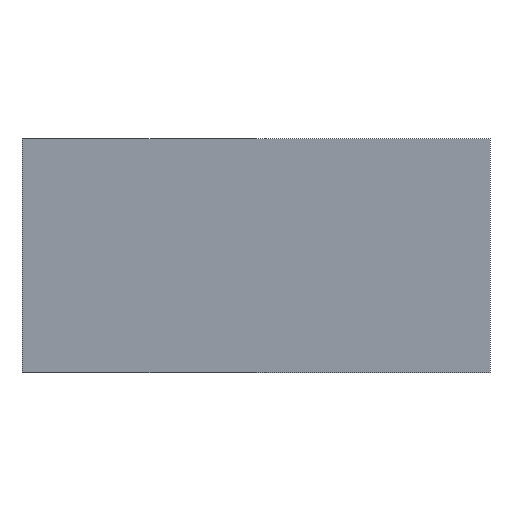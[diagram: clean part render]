
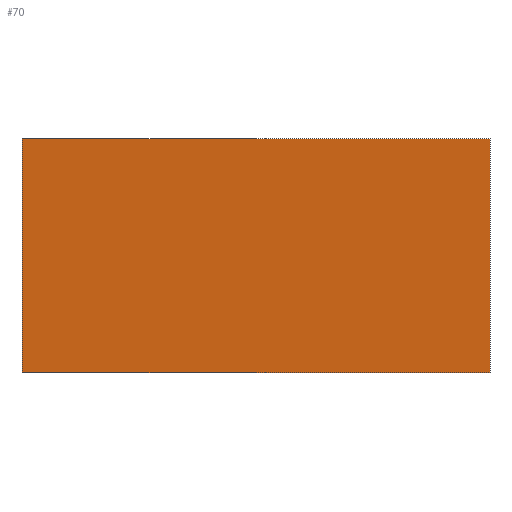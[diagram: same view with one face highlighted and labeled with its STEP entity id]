
A CAD part, front view. The second image highlights one B-rep face of the part: STEP entity #70.
In plain terms, the highlighted planar face has unit normal (-0.003, -0.996, -0.087).
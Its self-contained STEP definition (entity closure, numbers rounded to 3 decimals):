
#31=CARTESIAN_POINT('Axis2P3D Location',(-111.618,-1.058,29.392)) ;
#36=CARTESIAN_POINT('Line Origine',(0.,1.034,2.)) ;
#40=CARTESIAN_POINT('Vertex',(0.,0.859,4.)) ;
#42=CARTESIAN_POINT('Vertex',(0.,1.209,0.)) ;
#45=CARTESIAN_POINT('Line Origine',(4.,1.198,0.)) ;
#49=CARTESIAN_POINT('Vertex',(8.,1.187,0.)) ;
#52=CARTESIAN_POINT('Line Origine',(8.,1.013,2.)) ;
#56=CARTESIAN_POINT('Vertex',(8.,0.838,4.)) ;
#59=CARTESIAN_POINT('Line Origine',(4.,0.848,4.)) ;
#38=VECTOR('Line Direction',#37,1.) ;
#47=VECTOR('Line Direction',#46,1.) ;
#54=VECTOR('Line Direction',#53,1.) ;
#61=VECTOR('Line Direction',#60,1.) ;
#32=DIRECTION('Axis2P3D Direction',(-0.003,-0.996,-0.087)) ;
#33=DIRECTION('Axis2P3D XDirection',(0.999,0.,-0.033)) ;
#37=DIRECTION('Vector Direction',(0.,0.087,-0.996)) ;
#46=DIRECTION('Vector Direction',(1.,-0.003,0.)) ;
#53=DIRECTION('Vector Direction',(0.,-0.087,0.996)) ;
#60=DIRECTION('Vector Direction',(-1.,0.003,0.)) ;
#34=AXIS2_PLACEMENT_3D('Plane Axis2P3D',#31,#32,#33) ;
#39=LINE('Line',#36,#38) ;
#48=LINE('Line',#45,#47) ;
#55=LINE('Line',#52,#54) ;
#62=LINE('Line',#59,#61) ;
#35=PLANE('',#34) ;
#44=EDGE_CURVE('',#41,#43,#39,.T.) ;
#51=EDGE_CURVE('',#43,#50,#48,.T.) ;
#58=EDGE_CURVE('',#50,#57,#55,.T.) ;
#63=EDGE_CURVE('',#57,#41,#62,.T.) ;
#65=ORIENTED_EDGE('',*,*,#44,.T.) ;
#66=ORIENTED_EDGE('',*,*,#51,.T.) ;
#67=ORIENTED_EDGE('',*,*,#58,.T.) ;
#68=ORIENTED_EDGE('',*,*,#63,.T.) ;
#64=EDGE_LOOP('',(#65,#66,#67,#68)) ;
#41=VERTEX_POINT('',#40) ;
#43=VERTEX_POINT('',#42) ;
#50=VERTEX_POINT('',#49) ;
#57=VERTEX_POINT('',#56) ;
#70=ADVANCED_FACE('PartBody',(#69),#35,.T.) ;
#69=FACE_OUTER_BOUND('',#64,.T.) ;
